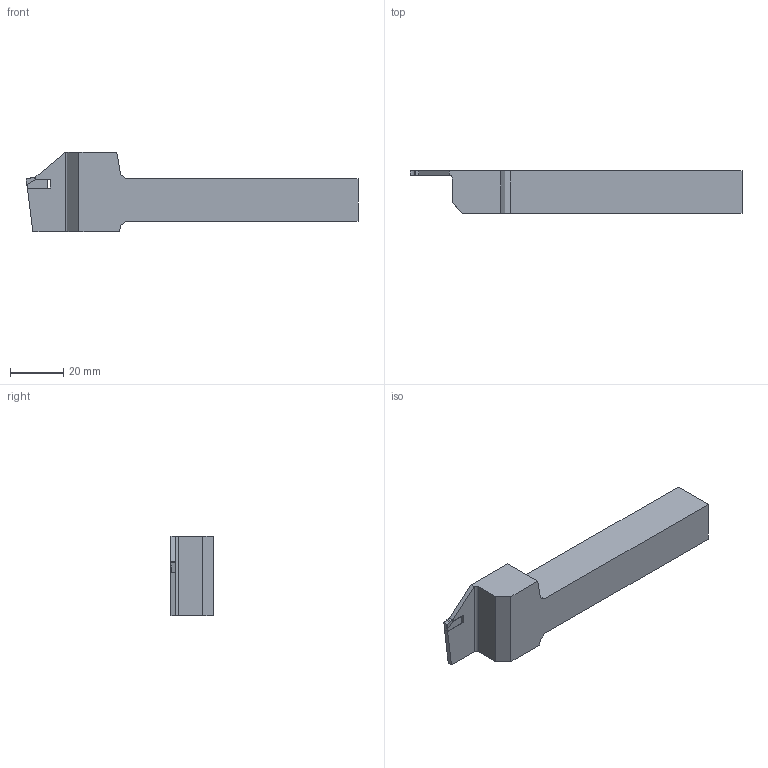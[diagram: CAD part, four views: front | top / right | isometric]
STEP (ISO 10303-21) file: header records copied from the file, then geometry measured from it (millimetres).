
FILE_DESCRIPTION(/* description */ (''),/* implementation_level */ '2;1');
FILE_NAME(/* name */ 'ADKT-151.23-L-1616-2-T15.stp',/* time_stamp */ '2023-10-16T21:03:14+03:00',/* author */ (''),/* organization */ (''),/* preprocessor_version */ 'ST-DEVELOPER v19.4',/* originating_system */ 'SIEMENS PLM Software NX2306.3001',/* authorisation */ '');
FILE_SCHEMA (('AUTOMOTIVE_DESIGN { 1 0 10303 214 3 1 1 1 }'));
Length unit declared in the file: millimetre
Products named in the file (1): ADKT-151.23-R-1616-2-T15_objects
Bounding box: 124.91 x 16.13 x 30 mm (x, y, z)
Volume: 32653.5 mm3; surface area: 9142.1 mm2
Topology: 2 solids, 2 shells, 40 faces, 106 edges, 70 vertices
Faces by surface type: plane 32, cylinder 8
Entity records: 1573 total; most frequent: CARTESIAN_POINT 247, ORIENTED_EDGE 212, DIRECTION 201, EDGE_CURVE 106, LINE 89, VECTOR 89, VERTEX_POINT 70, AXIS2_PLACEMENT_3D 56
